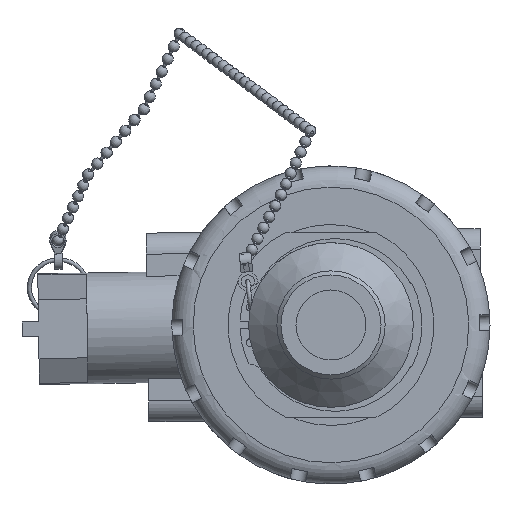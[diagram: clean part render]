
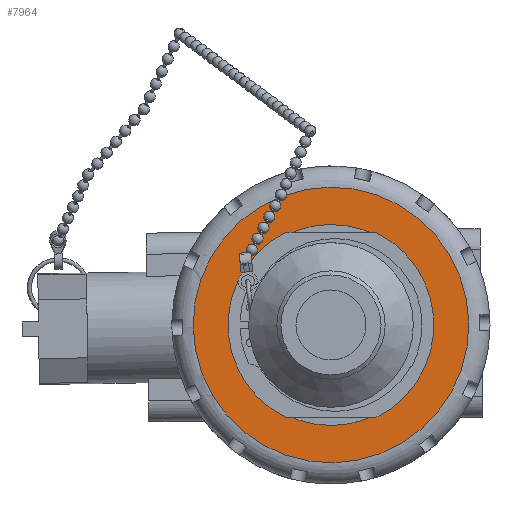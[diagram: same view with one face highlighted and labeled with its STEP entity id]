
A CAD part, left-side view. The second image highlights one B-rep face of the part: STEP entity #7964.
In plain terms, the highlighted planar face has unit normal (-1, 0, 0).
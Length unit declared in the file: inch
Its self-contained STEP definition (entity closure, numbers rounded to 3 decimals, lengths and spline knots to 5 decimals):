
#199=FACE_BOUND('',#2274,.T.);
#1803=FACE_OUTER_BOUND('',#2273,.T.);
#2273=EDGE_LOOP('',(#6868));
#2274=EDGE_LOOP('',(#6869));
#2680=CIRCLE('',#8654,1.22045);
#2701=CIRCLE('',#8679,1.67362);
#3190=VERTEX_POINT('',#12555);
#3282=VERTEX_POINT('',#13435);
#4133=EDGE_CURVE('',#3190,#3190,#2680,.T.);
#4243=EDGE_CURVE('',#3282,#3282,#2701,.T.);
#6868=ORIENTED_EDGE('',*,*,#4243,.T.);
#6869=ORIENTED_EDGE('',*,*,#4133,.F.);
#7085=PLANE('',#8945);
#7964=ADVANCED_FACE('',(#1803,#199),#7085,.T.);
#8654=AXIS2_PLACEMENT_3D('',#12556,#10442,#10443);
#8679=AXIS2_PLACEMENT_3D('',#13436,#10523,#10524);
#8945=AXIS2_PLACEMENT_3D('',#15123,#11300,#11301);
#10442=DIRECTION('center_axis',(-1.,0.,0.));
#10443=DIRECTION('ref_axis',(0.,-1.,0.014));
#10523=DIRECTION('center_axis',(-1.,0.,0.));
#10524=DIRECTION('ref_axis',(0.,-1.,0.014));
#11300=DIRECTION('center_axis',(-1.,0.,0.));
#11301=DIRECTION('ref_axis',(0.,-1.,0.014));
#12555=CARTESIAN_POINT('',(-2.7637,1.22033,-0.01705));
#12556=CARTESIAN_POINT('Origin',(-2.7637,0.,
0.));
#13435=CARTESIAN_POINT('',(-2.7637,1.67346,-0.02338));
#13436=CARTESIAN_POINT('Origin',(-2.7637,0.,
0.));
#15123=CARTESIAN_POINT('Origin',(-2.7637,-0.83673,0.01169));
